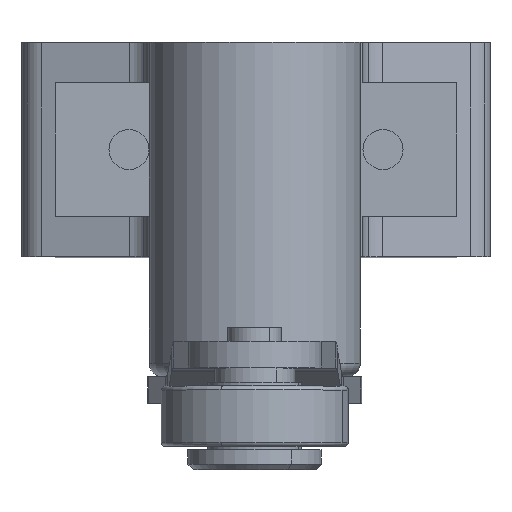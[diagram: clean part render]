
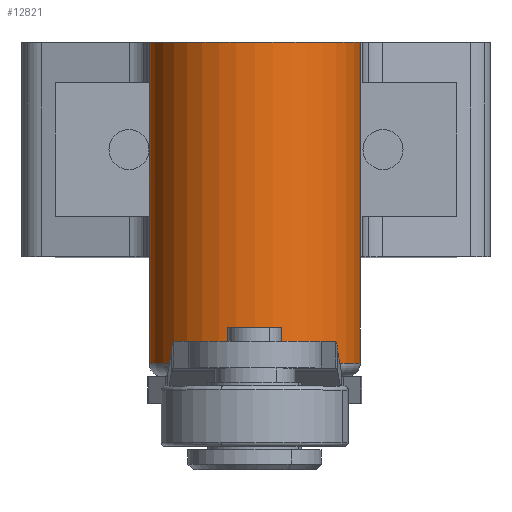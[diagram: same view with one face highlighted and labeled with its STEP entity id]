
A CAD part, top view. The second image highlights one B-rep face of the part: STEP entity #12821.
In plain terms, the highlighted cylindrical face has radius 7.9 mm (diameter 15.8 mm), a partial arc.
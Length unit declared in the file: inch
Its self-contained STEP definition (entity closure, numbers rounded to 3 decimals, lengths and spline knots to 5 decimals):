
#45 = ORIENTED_EDGE ( 'NONE', *, *, #28448, .F. ) ;
#292 = CARTESIAN_POINT ( 'NONE',  ( -0.31496, -0.31496, 2.27953 ) ) ;
#1386 = VECTOR ( 'NONE', #12295, 39.37008 ) ;
#2621 = DIRECTION ( 'NONE',  ( 0., -1., 0. ) ) ;
#3071 = CARTESIAN_POINT ( 'NONE',  ( -0.31496, 0.31496, 2.27953 ) ) ;
#4089 = ORIENTED_EDGE ( 'NONE', *, *, #10397, .F. ) ;
#4271 = EDGE_CURVE ( 'NONE', #23371, #25621, #16274, .T. ) ;
#5180 = ORIENTED_EDGE ( 'NONE', *, *, #4271, .F. ) ;
#5520 = AXIS2_PLACEMENT_3D ( 'NONE', #20837, #6296, #6187 ) ;
#5648 = EDGE_CURVE ( 'NONE', #23371, #10635, #11581, .T. ) ;
#6187 = DIRECTION ( 'NONE',  ( -1., 0., 0. ) ) ;
#6296 = DIRECTION ( 'NONE',  ( 0., 1., 0. ) ) ;
#6345 = DIRECTION ( 'NONE',  ( 0., -1., 0. ) ) ;
#6570 = CARTESIAN_POINT ( 'NONE',  ( 0.30709, -0.62992, 2.27953 ) ) ;
#6632 = CARTESIAN_POINT ( 'NONE',  ( -0.00394, -0.62992, 2.27953 ) ) ;
#7599 = CARTESIAN_POINT ( 'NONE',  ( -0.00394, 0.31496, 2.27953 ) ) ;
#10201 = CARTESIAN_POINT ( 'NONE',  ( 0.30709, -0.31496, 2.27953 ) ) ;
#10397 = EDGE_CURVE ( 'NONE', #19851, #23040, #22313, .T. ) ;
#10635 = VERTEX_POINT ( 'NONE', #292 ) ;
#11581 = LINE ( 'NONE', #23999, #25557 ) ;
#11974 = ORIENTED_EDGE ( 'NONE', *, *, #5648, .T. ) ;
#12149 = CARTESIAN_POINT ( 'NONE',  ( 0.30709, 0.31496, 2.27953 ) ) ;
#12295 = DIRECTION ( 'NONE',  ( 0., -1., 0. ) ) ;
#12821 = ADVANCED_FACE ( 'NONE', ( #31069 ), #15974, .T. ) ;
#13114 = AXIS2_PLACEMENT_3D ( 'NONE', #7599, #2621, #21800 ) ;
#13470 = VERTEX_POINT ( 'NONE', #10201 ) ;
#14225 = AXIS2_PLACEMENT_3D ( 'NONE', #6632, #23579, #28423 ) ;
#15388 = CARTESIAN_POINT ( 'NONE',  ( -0.31496, 0.31496, 2.27953 ) ) ;
#15974 = CYLINDRICAL_SURFACE ( 'NONE', #13114, 0.31102 ) ;
#16274 = CIRCLE ( 'NONE', #5520, 0.31102 ) ;
#17060 = ORIENTED_EDGE ( 'NONE', *, *, #24903, .F. ) ;
#17900 = VECTOR ( 'NONE', #19809, 39.37008 ) ;
#18416 = CARTESIAN_POINT ( 'NONE',  ( 0.30709, 0.31496, 2.27953 ) ) ;
#19809 = DIRECTION ( 'NONE',  ( 0., -1., 0. ) ) ;
#19851 = VERTEX_POINT ( 'NONE', #6570 ) ;
#20837 = CARTESIAN_POINT ( 'NONE',  ( -0.00394, 0.31496, 2.27953 ) ) ;
#21473 = LINE ( 'NONE', #24440, #1386 ) ;
#21800 = DIRECTION ( 'NONE',  ( -1., 0., 0. ) ) ;
#21926 = VECTOR ( 'NONE', #6345, 39.37008 ) ;
#22313 = CIRCLE ( 'NONE', #14225, 0.31102 ) ;
#23040 = VERTEX_POINT ( 'NONE', #30287 ) ;
#23371 = VERTEX_POINT ( 'NONE', #15388 ) ;
#23579 = DIRECTION ( 'NONE',  ( 0., -1., 0. ) ) ;
#23979 = EDGE_CURVE ( 'NONE', #10635, #23040, #27685, .T. ) ;
#23999 = CARTESIAN_POINT ( 'NONE',  ( -0.31496, 0.31496, 2.27953 ) ) ;
#24440 = CARTESIAN_POINT ( 'NONE',  ( 0.30709, 0.31496, 2.27953 ) ) ;
#24903 = EDGE_CURVE ( 'NONE', #13470, #19851, #28302, .T. ) ;
#25221 = ORIENTED_EDGE ( 'NONE', *, *, #23979, .T. ) ;
#25557 = VECTOR ( 'NONE', #26614, 39.37008 ) ;
#25621 = VERTEX_POINT ( 'NONE', #12149 ) ;
#26614 = DIRECTION ( 'NONE',  ( 0., -1., 0. ) ) ;
#27685 = LINE ( 'NONE', #3071, #17900 ) ;
#28302 = LINE ( 'NONE', #18416, #21926 ) ;
#28423 = DIRECTION ( 'NONE',  ( -1., 0., 0. ) ) ;
#28448 = EDGE_CURVE ( 'NONE', #25621, #13470, #21473, .T. ) ;
#29756 = EDGE_LOOP ( 'NONE', ( #17060, #45, #5180, #11974, #25221, #4089 ) ) ;
#30287 = CARTESIAN_POINT ( 'NONE',  ( -0.31496, -0.62992, 2.27953 ) ) ;
#31069 = FACE_OUTER_BOUND ( 'NONE', #29756, .T. ) ;
